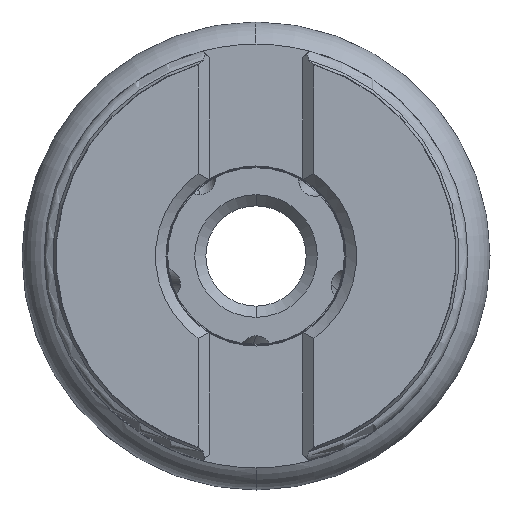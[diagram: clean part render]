
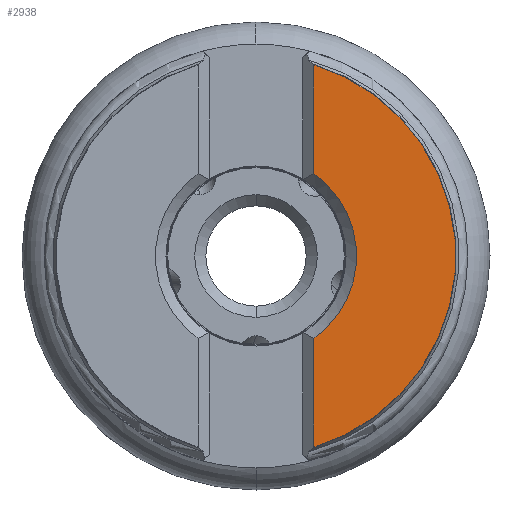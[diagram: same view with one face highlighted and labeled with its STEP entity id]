
A CAD part, left-side view. The second image highlights one B-rep face of the part: STEP entity #2938.
In plain terms, the highlighted planar face has unit normal (-1, 0, 0).
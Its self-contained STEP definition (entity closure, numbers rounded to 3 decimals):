
#77 = DIRECTION ( 'NONE',  ( -1., 0., 0. ) ) ;
#236 = DIRECTION ( 'NONE',  ( 0., 1., 0. ) ) ;
#312 = VERTEX_POINT ( 'NONE', #3595 ) ;
#500 = VERTEX_POINT ( 'NONE', #1533 ) ;
#1000 = CARTESIAN_POINT ( 'NONE',  ( -44.17, -5.2, -25. ) ) ;
#1533 = CARTESIAN_POINT ( 'NONE',  ( -44.17, -5.2, 17.151 ) ) ;
#1881 = EDGE_CURVE ( 'NONE', #500, #3027, #1984, .T. ) ;
#1979 = DIRECTION ( 'NONE',  ( 0., 0., -1. ) ) ;
#1984 = LINE ( 'NONE', #1000, #5778 ) ;
#2114 = DIRECTION ( 'NONE',  ( 0., 1., 0. ) ) ;
#2200 = LINE ( 'NONE', #4779, #4666 ) ;
#2261 = AXIS2_PLACEMENT_3D ( 'NONE', #6589, #7161, #2114 ) ;
#2552 = VERTEX_POINT ( 'NONE', #2687 ) ;
#2571 = EDGE_CURVE ( 'NONE', #2552, #500, #4260, .T. ) ;
#2687 = CARTESIAN_POINT ( 'NONE',  ( -44.17, -5.2, -17.151 ) ) ;
#2748 = AXIS2_PLACEMENT_3D ( 'NONE', #3619, #5913, #236 ) ;
#2808 = CIRCLE ( 'NONE', #2261, 9.025 ) ;
#2901 = CARTESIAN_POINT ( 'NONE',  ( -44.17, 0., 0. ) ) ;
#2938 = ADVANCED_FACE ( 'NONE', ( #6822 ), #6360, .F. ) ;
#3027 = VERTEX_POINT ( 'NONE', #4229 ) ;
#3595 = CARTESIAN_POINT ( 'NONE',  ( -44.17, -5.2, -7.376 ) ) ;
#3619 = CARTESIAN_POINT ( 'NONE',  ( -44.17, 20.729, -25. ) ) ;
#3829 = DIRECTION ( 'NONE',  ( 0., 0., -1. ) ) ;
#4051 = DIRECTION ( 'NONE',  ( 0., 1., 0. ) ) ;
#4229 = CARTESIAN_POINT ( 'NONE',  ( -44.17, -5.2, 7.376 ) ) ;
#4260 = CIRCLE ( 'NONE', #6058, 17.922 ) ;
#4666 = VECTOR ( 'NONE', #1979, 1000. ) ;
#4779 = CARTESIAN_POINT ( 'NONE',  ( -44.17, -5.2, -25. ) ) ;
#5050 = ORIENTED_EDGE ( 'NONE', *, *, #1881, .T. ) ;
#5502 = ORIENTED_EDGE ( 'NONE', *, *, #6875, .T. ) ;
#5778 = VECTOR ( 'NONE', #3829, 1000. ) ;
#5913 = DIRECTION ( 'NONE',  ( 1., 0., 0. ) ) ;
#6058 = AXIS2_PLACEMENT_3D ( 'NONE', #2901, #77, #4051 ) ;
#6171 = EDGE_CURVE ( 'NONE', #312, #3027, #2808, .T. ) ;
#6360 = PLANE ( 'NONE',  #2748 ) ;
#6589 = CARTESIAN_POINT ( 'NONE',  ( -44.17, 0., 0. ) ) ;
#6773 = ORIENTED_EDGE ( 'NONE', *, *, #6171, .F. ) ;
#6822 = FACE_OUTER_BOUND ( 'NONE', #7103, .T. ) ;
#6875 = EDGE_CURVE ( 'NONE', #312, #2552, #2200, .T. ) ;
#6922 = ORIENTED_EDGE ( 'NONE', *, *, #2571, .T. ) ;
#7103 = EDGE_LOOP ( 'NONE', ( #6922, #5050, #6773, #5502 ) ) ;
#7161 = DIRECTION ( 'NONE',  ( -1., 0., 0. ) ) ;
